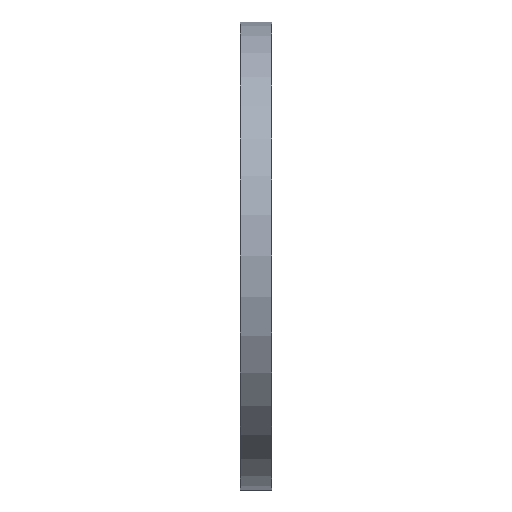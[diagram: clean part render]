
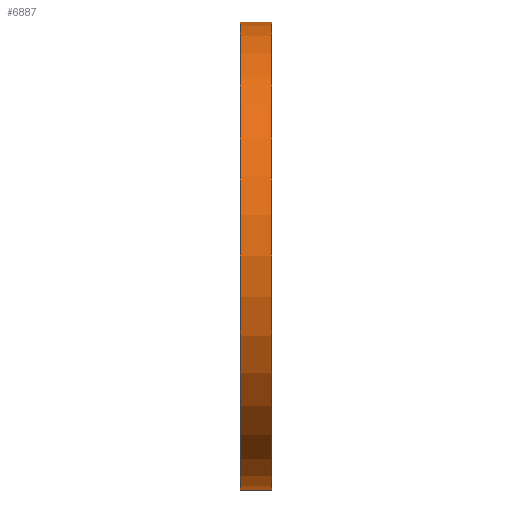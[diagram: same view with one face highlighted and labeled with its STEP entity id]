
A CAD part, left-side view. The second image highlights one B-rep face of the part: STEP entity #6887.
In plain terms, the highlighted cylindrical face has radius 60 mm (diameter 120 mm), a partial arc.
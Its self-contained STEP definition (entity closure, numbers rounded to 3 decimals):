
#175 = LINE ( 'NONE', #10792, #5171 ) ;
#210 = VECTOR ( 'NONE', #5877, 1000. ) ;
#501 = CYLINDRICAL_SURFACE ( 'NONE', #3449, 60. ) ;
#593 = DIRECTION ( 'NONE',  ( 0., -1., 0. ) ) ;
#817 = FACE_OUTER_BOUND ( 'NONE', #5762, .T. ) ;
#866 = DIRECTION ( 'NONE',  ( 0., 1., 0. ) ) ;
#1645 = DIRECTION ( 'NONE',  ( 0., 0., -1. ) ) ;
#1862 = DIRECTION ( 'NONE',  ( 0., 1., 0. ) ) ;
#2085 = ORIENTED_EDGE ( 'NONE', *, *, #11858, .T. ) ;
#2700 = CARTESIAN_POINT ( 'NONE',  ( 0., 8., -60. ) ) ;
#2906 = DIRECTION ( 'NONE',  ( 0., -1., 0. ) ) ;
#2926 = DIRECTION ( 'NONE',  ( 0., 0., 1. ) ) ;
#3171 = CIRCLE ( 'NONE', #6113, 60. ) ;
#3192 = ORIENTED_EDGE ( 'NONE', *, *, #9554, .F. ) ;
#3396 = CARTESIAN_POINT ( 'NONE',  ( 0., 0., 60. ) ) ;
#3449 = AXIS2_PLACEMENT_3D ( 'NONE', #7506, #593, #1645 ) ;
#5171 = VECTOR ( 'NONE', #2906, 1000. ) ;
#5528 = ORIENTED_EDGE ( 'NONE', *, *, #7014, .F. ) ;
#5762 = EDGE_LOOP ( 'NONE', ( #3192, #5528, #11906, #2085 ) ) ;
#5877 = DIRECTION ( 'NONE',  ( 0., -1., 0. ) ) ;
#6113 = AXIS2_PLACEMENT_3D ( 'NONE', #11667, #866, #7821 ) ;
#6136 = AXIS2_PLACEMENT_3D ( 'NONE', #7827, #1862, #2926 ) ;
#6416 = EDGE_CURVE ( 'NONE', #8940, #12342, #6905, .T. ) ;
#6647 = CARTESIAN_POINT ( 'NONE',  ( 0., 0., -60. ) ) ;
#6887 = ADVANCED_FACE ( 'NONE', ( #817 ), #501, .T. ) ;
#6905 = LINE ( 'NONE', #2700, #210 ) ;
#7014 = EDGE_CURVE ( 'NONE', #8940, #9835, #3171, .T. ) ;
#7020 = CARTESIAN_POINT ( 'NONE',  ( 0., 8., 60. ) ) ;
#7506 = CARTESIAN_POINT ( 'NONE',  ( 0., 8., 0. ) ) ;
#7821 = DIRECTION ( 'NONE',  ( 0., 0., 1. ) ) ;
#7827 = CARTESIAN_POINT ( 'NONE',  ( 0., 0., 0. ) ) ;
#8909 = CIRCLE ( 'NONE', #6136, 60. ) ;
#8940 = VERTEX_POINT ( 'NONE', #9634 ) ;
#9554 = EDGE_CURVE ( 'NONE', #9835, #10853, #175, .T. ) ;
#9634 = CARTESIAN_POINT ( 'NONE',  ( 0., 8., -60. ) ) ;
#9835 = VERTEX_POINT ( 'NONE', #7020 ) ;
#10792 = CARTESIAN_POINT ( 'NONE',  ( 0., 8., 60. ) ) ;
#10853 = VERTEX_POINT ( 'NONE', #3396 ) ;
#11667 = CARTESIAN_POINT ( 'NONE',  ( 0., 8., 0. ) ) ;
#11858 = EDGE_CURVE ( 'NONE', #12342, #10853, #8909, .T. ) ;
#11906 = ORIENTED_EDGE ( 'NONE', *, *, #6416, .T. ) ;
#12342 = VERTEX_POINT ( 'NONE', #6647 ) ;
